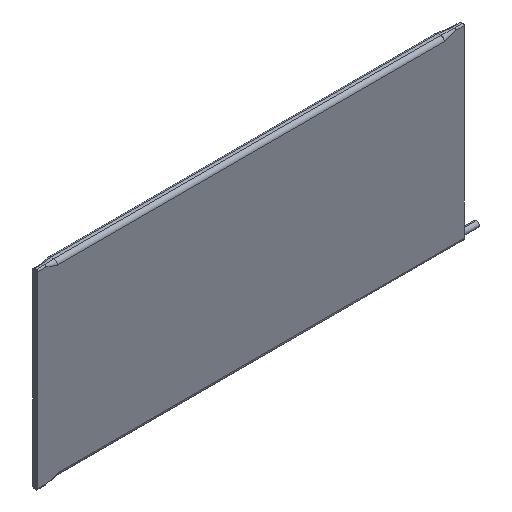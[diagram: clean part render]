
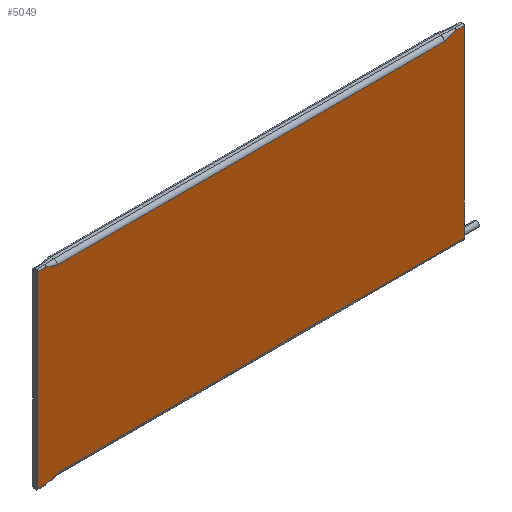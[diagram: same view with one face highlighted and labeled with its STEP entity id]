
A CAD part, isometric view. The second image highlights one B-rep face of the part: STEP entity #5049.
In plain terms, the highlighted planar face has unit normal (0, -1, 0).
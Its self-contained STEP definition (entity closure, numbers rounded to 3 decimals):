
#27 = DIRECTION ( 'NONE',  ( 1., 0., 0. ) ) ;
#955 = VERTEX_POINT ( 'NONE', #13815 ) ;
#998 = EDGE_CURVE ( 'NONE', #9596, #7442, #12608, .T. ) ;
#1120 = VERTEX_POINT ( 'NONE', #1482 ) ;
#1142 = DIRECTION ( 'NONE',  ( -1., 0., 0. ) ) ;
#1201 = LINE ( 'NONE', #8623, #9214 ) ;
#1462 = VECTOR ( 'NONE', #13825, 1000. ) ;
#1482 = CARTESIAN_POINT ( 'NONE',  ( -72., 0., 33. ) ) ;
#1495 = VECTOR ( 'NONE', #7663, 1000. ) ;
#1502 = CARTESIAN_POINT ( 'NONE',  ( 68., 0., 31.645 ) ) ;
#1647 = EDGE_CURVE ( 'NONE', #9505, #3257, #5191, .T. ) ;
#1655 = LINE ( 'NONE', #8090, #6488 ) ;
#1708 = CARTESIAN_POINT ( 'NONE',  ( -75., 0., 33. ) ) ;
#1865 = CARTESIAN_POINT ( 'NONE',  ( 68., 0., -31.645 ) ) ;
#2091 = DIRECTION ( 'NONE',  ( 0., 0., -1. ) ) ;
#2108 = ORIENTED_EDGE ( 'NONE', *, *, #5247, .F. ) ;
#2135 = CARTESIAN_POINT ( 'NONE',  ( 75., 0., -31.645 ) ) ;
#2233 = ORIENTED_EDGE ( 'NONE', *, *, #3057, .T. ) ;
#2577 = CARTESIAN_POINT ( 'NONE',  ( 0., 0., 33. ) ) ;
#2884 = LINE ( 'NONE', #11436, #6490 ) ;
#2965 = ORIENTED_EDGE ( 'NONE', *, *, #1647, .T. ) ;
#3057 = EDGE_CURVE ( 'NONE', #955, #6779, #6457, .T. ) ;
#3125 = CARTESIAN_POINT ( 'NONE',  ( -72., 0., -33. ) ) ;
#3257 = VERTEX_POINT ( 'NONE', #2135 ) ;
#3352 = LINE ( 'NONE', #5473, #1495 ) ;
#3438 = CARTESIAN_POINT ( 'NONE',  ( 75., 0., 33. ) ) ;
#4388 = EDGE_CURVE ( 'NONE', #5808, #5892, #6518, .T. ) ;
#4469 = ORIENTED_EDGE ( 'NONE', *, *, #998, .T. ) ;
#4772 = LINE ( 'NONE', #1502, #12598 ) ;
#5049 = ADVANCED_FACE ( 'NONE', ( #7529 ), #8731, .T. ) ;
#5191 = LINE ( 'NONE', #1865, #1462 ) ;
#5247 = EDGE_CURVE ( 'NONE', #9505, #6779, #3352, .T. ) ;
#5347 = DIRECTION ( 'NONE',  ( 0., -1., 0. ) ) ;
#5473 = CARTESIAN_POINT ( 'NONE',  ( -70., 0., -32.322 ) ) ;
#5540 = CARTESIAN_POINT ( 'NONE',  ( 0., 0., 33. ) ) ;
#5808 = VERTEX_POINT ( 'NONE', #3438 ) ;
#5852 = CARTESIAN_POINT ( 'NONE',  ( -68., 0., -31.645 ) ) ;
#5892 = VERTEX_POINT ( 'NONE', #12529 ) ;
#6091 = EDGE_LOOP ( 'NONE', ( #11815, #2233, #2108, #2965, #8781, #6709, #9182, #4469, #13793, #8848 ) ) ;
#6457 = LINE ( 'NONE', #13052, #7128 ) ;
#6488 = VECTOR ( 'NONE', #7032, 1000. ) ;
#6490 = VECTOR ( 'NONE', #10588, 1000. ) ;
#6518 = LINE ( 'NONE', #5540, #9168 ) ;
#6709 = ORIENTED_EDGE ( 'NONE', *, *, #4388, .T. ) ;
#6779 = VERTEX_POINT ( 'NONE', #3125 ) ;
#7032 = DIRECTION ( 'NONE',  ( 0.947, 0., -0.321 ) ) ;
#7128 = VECTOR ( 'NONE', #27, 1000. ) ;
#7203 = EDGE_CURVE ( 'NONE', #5808, #3257, #2884, .T. ) ;
#7442 = VERTEX_POINT ( 'NONE', #10870 ) ;
#7529 = FACE_OUTER_BOUND ( 'NONE', #6091, .T. ) ;
#7564 = VECTOR ( 'NONE', #9417, 1000. ) ;
#7663 = DIRECTION ( 'NONE',  ( -0.947, 0., -0.321 ) ) ;
#8043 = AXIS2_PLACEMENT_3D ( 'NONE', #11706, #5347, #2091 ) ;
#8090 = CARTESIAN_POINT ( 'NONE',  ( -70., 0., 32.323 ) ) ;
#8623 = CARTESIAN_POINT ( 'NONE',  ( -75., 0., 0. ) ) ;
#8691 = DIRECTION ( 'NONE',  ( 0., 0., -1. ) ) ;
#8731 = PLANE ( 'NONE',  #8043 ) ;
#8781 = ORIENTED_EDGE ( 'NONE', *, *, #7203, .F. ) ;
#8803 = DIRECTION ( 'NONE',  ( -1., 0., 0. ) ) ;
#8848 = ORIENTED_EDGE ( 'NONE', *, *, #10475, .T. ) ;
#9076 = LINE ( 'NONE', #2577, #12162 ) ;
#9168 = VECTOR ( 'NONE', #1142, 1000. ) ;
#9182 = ORIENTED_EDGE ( 'NONE', *, *, #13518, .F. ) ;
#9214 = VECTOR ( 'NONE', #8691, 1000. ) ;
#9417 = DIRECTION ( 'NONE',  ( -1., 0., 0. ) ) ;
#9505 = VERTEX_POINT ( 'NONE', #5852 ) ;
#9596 = VERTEX_POINT ( 'NONE', #11752 ) ;
#9925 = EDGE_CURVE ( 'NONE', #12765, #955, #1201, .T. ) ;
#10263 = DIRECTION ( 'NONE',  ( 0.947, 0., 0.321 ) ) ;
#10475 = EDGE_CURVE ( 'NONE', #1120, #12765, #9076, .T. ) ;
#10588 = DIRECTION ( 'NONE',  ( 0., 0., -1. ) ) ;
#10870 = CARTESIAN_POINT ( 'NONE',  ( -68., 0., 31.645 ) ) ;
#11436 = CARTESIAN_POINT ( 'NONE',  ( 75., 0., -29.395 ) ) ;
#11676 = CARTESIAN_POINT ( 'NONE',  ( -68., 0., 31.645 ) ) ;
#11706 = CARTESIAN_POINT ( 'NONE',  ( 0., 0., 0. ) ) ;
#11752 = CARTESIAN_POINT ( 'NONE',  ( 68., 0., 31.645 ) ) ;
#11815 = ORIENTED_EDGE ( 'NONE', *, *, #9925, .T. ) ;
#12162 = VECTOR ( 'NONE', #8803, 1000. ) ;
#12505 = EDGE_CURVE ( 'NONE', #1120, #7442, #1655, .T. ) ;
#12529 = CARTESIAN_POINT ( 'NONE',  ( 72., 0., 33. ) ) ;
#12598 = VECTOR ( 'NONE', #10263, 1000. ) ;
#12608 = LINE ( 'NONE', #11676, #7564 ) ;
#12765 = VERTEX_POINT ( 'NONE', #1708 ) ;
#13052 = CARTESIAN_POINT ( 'NONE',  ( 0., 0., -33. ) ) ;
#13518 = EDGE_CURVE ( 'NONE', #9596, #5892, #4772, .T. ) ;
#13793 = ORIENTED_EDGE ( 'NONE', *, *, #12505, .F. ) ;
#13815 = CARTESIAN_POINT ( 'NONE',  ( -75., 0., -33. ) ) ;
#13825 = DIRECTION ( 'NONE',  ( 1., 0., 0. ) ) ;
